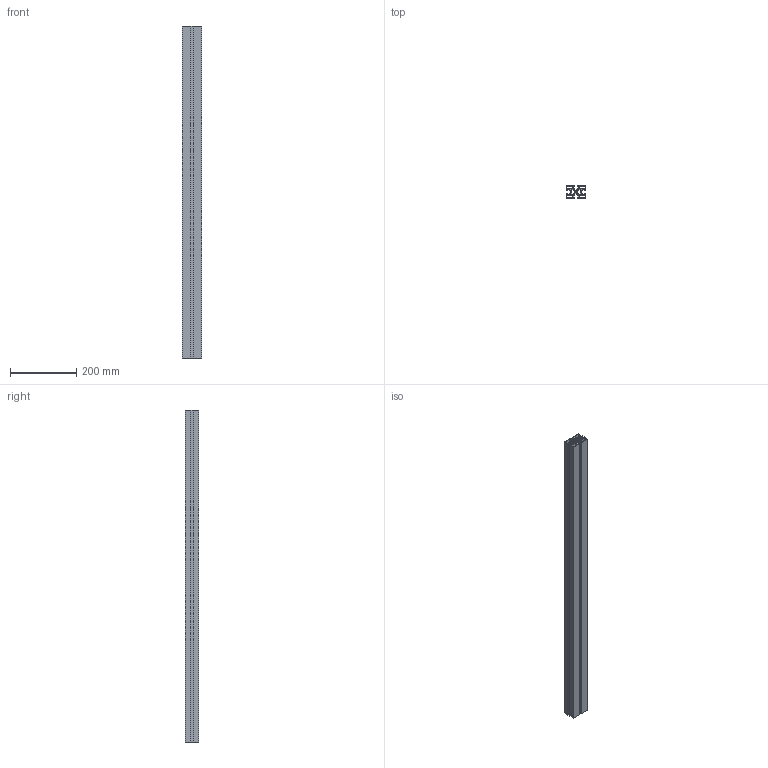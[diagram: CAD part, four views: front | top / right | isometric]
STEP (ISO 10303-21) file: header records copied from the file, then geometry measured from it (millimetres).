
FILE_DESCRIPTION (( 'STEP AP203' ), '1' );
FILE_NAME ('ALF-4060-8G.step', '2024-08-07T10:25:06', ( '' ), ( '' ), 'SwSTEP 2.0', 'SolidWorks 2022', '' );
FILE_SCHEMA (( 'CONFIG_CONTROL_DESIGN' ));
Length unit declared in the file: millimetre
Products named in the file (1): ALF-4060-8G
Bounding box: 60 x 40 x 1000 mm (x, y, z)
Volume: 869021.4 mm3; surface area: 690500 mm2
Topology: 1 solids, 1 shells, 88 faces, 258 edges, 172 vertices
Faces by surface type: plane 86, cylinder 2
Entity records: 2971 total; most frequent: CARTESIAN_POINT 519, ORIENTED_EDGE 516, DIRECTION 440, EDGE_CURVE 258, LINE 254, VECTOR 254, VERTEX_POINT 172, EDGE_LOOP 102
